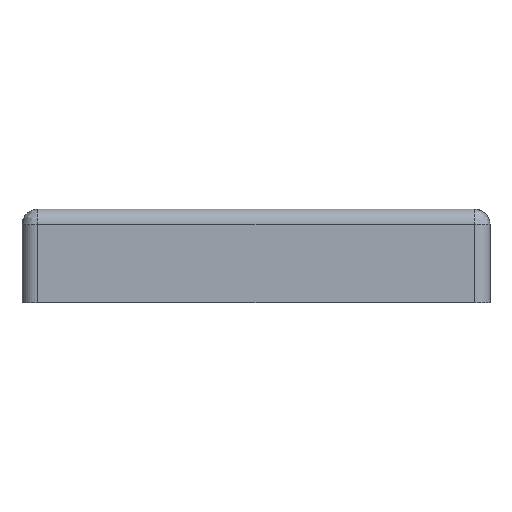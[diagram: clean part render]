
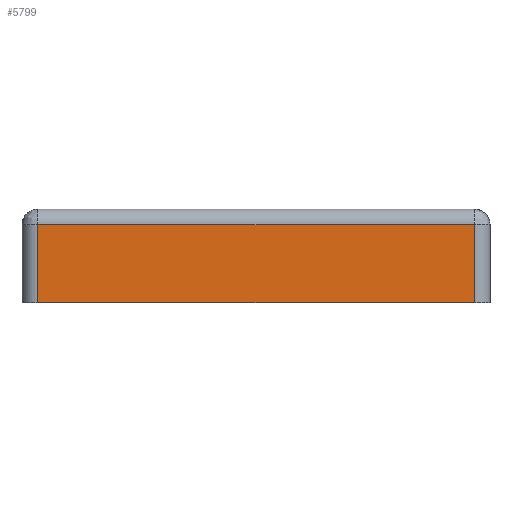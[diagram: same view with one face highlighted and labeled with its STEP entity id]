
A CAD part, front view. The second image highlights one B-rep face of the part: STEP entity #5799.
In plain terms, the highlighted planar face has unit normal (0, -1, 0).
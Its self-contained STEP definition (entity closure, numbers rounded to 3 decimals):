
#761 = ORIENTED_EDGE ( 'NONE', *, *, #7324, .F. ) ;
#1228 = CARTESIAN_POINT ( 'NONE',  ( -28., -30., 10. ) ) ;
#1251 = LINE ( 'NONE', #3729, #2941 ) ;
#1277 = CARTESIAN_POINT ( 'NONE',  ( 30., -30., 10. ) ) ;
#1463 = CARTESIAN_POINT ( 'NONE',  ( 28., -30., 12. ) ) ;
#1492 = VERTEX_POINT ( 'NONE', #3566 ) ;
#1778 = ORIENTED_EDGE ( 'NONE', *, *, #8225, .F. ) ;
#1910 = AXIS2_PLACEMENT_3D ( 'NONE', #6987, #2781, #7696 ) ;
#2011 = PLANE ( 'NONE',  #1910 ) ;
#2411 = EDGE_CURVE ( 'NONE', #7751, #1492, #3166, .T. ) ;
#2781 = DIRECTION ( 'NONE',  ( 0., 1., 0. ) ) ;
#2810 = FACE_OUTER_BOUND ( 'NONE', #7163, .T. ) ;
#2941 = VECTOR ( 'NONE', #6621, 1000. ) ;
#3096 = VERTEX_POINT ( 'NONE', #6801 ) ;
#3166 = LINE ( 'NONE', #1277, #6906 ) ;
#3566 = CARTESIAN_POINT ( 'NONE',  ( 28., -30., 10. ) ) ;
#3729 = CARTESIAN_POINT ( 'NONE',  ( -28., -30., 12. ) ) ;
#4633 = VERTEX_POINT ( 'NONE', #6786 ) ;
#4880 = LINE ( 'NONE', #1463, #6778 ) ;
#5423 = ORIENTED_EDGE ( 'NONE', *, *, #6534, .F. ) ;
#5799 = ADVANCED_FACE ( 'NONE', ( #2810 ), #2011, .F. ) ;
#5957 = VECTOR ( 'NONE', #8125, 1000. ) ;
#6200 = DIRECTION ( 'NONE',  ( 1., 0., 0. ) ) ;
#6515 = DIRECTION ( 'NONE',  ( 0., 0., -1. ) ) ;
#6534 = EDGE_CURVE ( 'NONE', #3096, #7751, #1251, .T. ) ;
#6621 = DIRECTION ( 'NONE',  ( 0., 0., 1. ) ) ;
#6778 = VECTOR ( 'NONE', #6515, 1000. ) ;
#6786 = CARTESIAN_POINT ( 'NONE',  ( 28., -30., 0. ) ) ;
#6801 = CARTESIAN_POINT ( 'NONE',  ( -28., -30., 0. ) ) ;
#6906 = VECTOR ( 'NONE', #6200, 1000. ) ;
#6987 = CARTESIAN_POINT ( 'NONE',  ( -30., -30., 12. ) ) ;
#7163 = EDGE_LOOP ( 'NONE', ( #7313, #5423, #1778, #761 ) ) ;
#7313 = ORIENTED_EDGE ( 'NONE', *, *, #2411, .F. ) ;
#7324 = EDGE_CURVE ( 'NONE', #1492, #4633, #4880, .T. ) ;
#7696 = DIRECTION ( 'NONE',  ( 0., 0., 1. ) ) ;
#7751 = VERTEX_POINT ( 'NONE', #1228 ) ;
#7845 = LINE ( 'NONE', #8151, #5957 ) ;
#8125 = DIRECTION ( 'NONE',  ( -1., 0., 0. ) ) ;
#8151 = CARTESIAN_POINT ( 'NONE',  ( -30., -30., 0. ) ) ;
#8225 = EDGE_CURVE ( 'NONE', #4633, #3096, #7845, .T. ) ;
